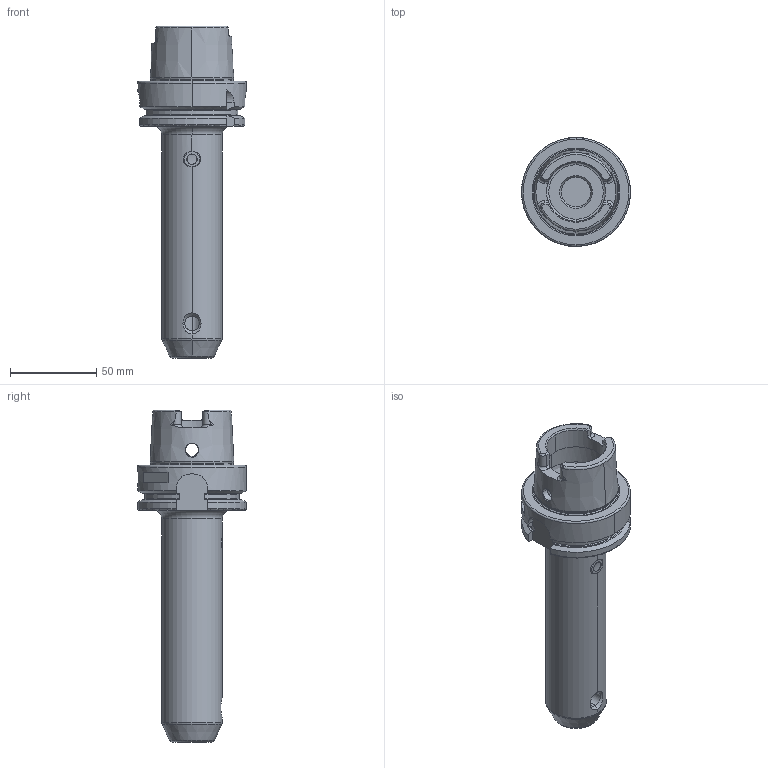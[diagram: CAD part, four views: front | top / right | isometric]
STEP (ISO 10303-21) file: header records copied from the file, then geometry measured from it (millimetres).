
FILE_DESCRIPTION((''),'2;1');
FILE_NAME('A63_04_10_2','2020-07-02T',('103090'),(''),'CREO PARAMETRIC BY PTC INC, 2015290','CREO PARAMETRIC BY PTC INC, 2015290','');
FILE_SCHEMA(('CONFIG_CONTROL_DESIGN'));
Length unit declared in the file: millimetre
Products named in the file (1): A63_04_10_2
Bounding box: 63 x 63 x 192 mm (x, y, z)
Volume: 196664.8 mm3; surface area: 40703.4 mm2
Topology: 1 solids, 1 shells, 183 faces, 466 edges, 293 vertices
Faces by surface type: plane 58, cylinder 50, cone 38, torus 37
Entity records: 6344 total; most frequent: CARTESIAN_POINT 1977, ORIENTED_EDGE 918, DIRECTION 903, EDGE_CURVE 459, AXIS2_PLACEMENT_3D 373, VERTEX_POINT 283, EDGE_LOOP 194, CIRCLE 187
